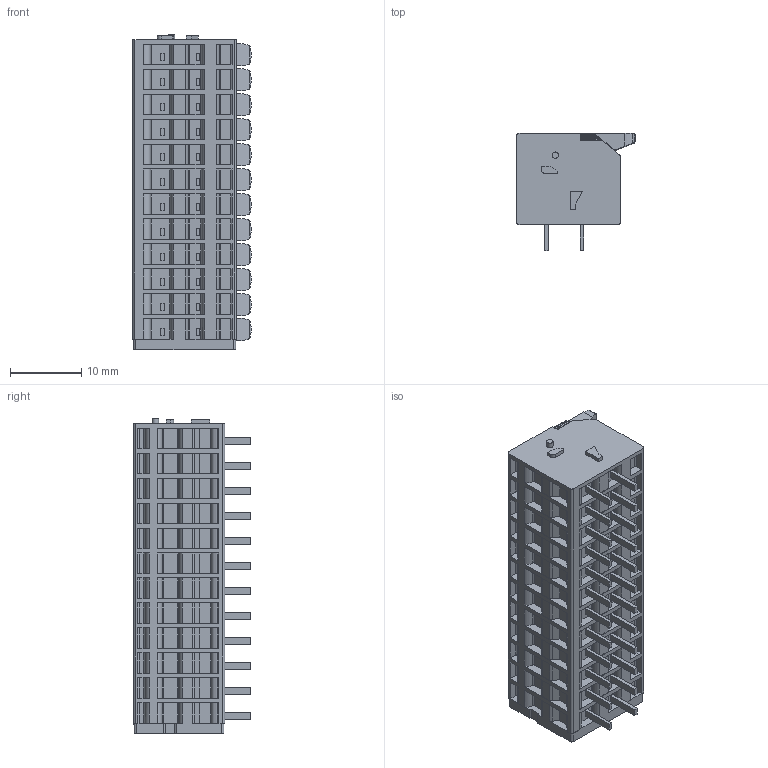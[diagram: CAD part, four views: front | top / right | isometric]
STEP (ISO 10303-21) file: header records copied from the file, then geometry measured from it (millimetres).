
FILE_DESCRIPTION(/* description */ ('STEP AP214'),/* implementation_level */ '2;1');
FILE_NAME(/* name */ '2601-1112',/* time_stamp */ '2025-09-16T02:35:06+02:00',/* author */ ('License CC BY-ND 4.0'),/* organization */ ('CADENAS'),/* preprocessor_version */ 'ST-DEVELOPER v19.3',/* originating_system */ 'PARTsolutions',/* authorisation */ ' ');
FILE_SCHEMA (('AUTOMOTIVE_DESIGN {1 0 10303 214 3 1 1}'));
Length unit declared in the file: millimetre
Products named in the file (1): 2601-1112
Bounding box: 16.58 x 16.35 x 44.25 mm (x, y, z)
Volume: 7118.3 mm3; surface area: 5625.2 mm2
Topology: 1 solids, 1 shells, 1604 faces, 4453 edges, 2945 vertices
Faces by surface type: plane 973, cylinder 619, cone 12
Full cylindrical faces by diameter (mm): 0.9 x1
Entity records: 62616 total; most frequent: CARTESIAN_POINT 9293, ORIENTED_EDGE 8904, DIRECTION 8747, EDGE_CURVE 4452, LINE 3173, VECTOR 3173, VERTEX_POINT 2945, AXIS2_PLACEMENT_3D 2787
